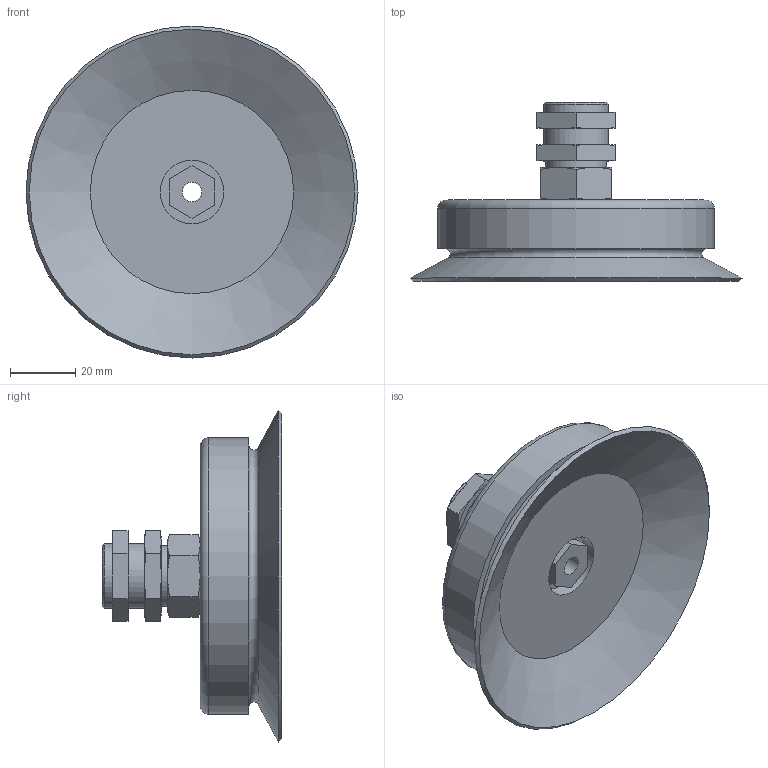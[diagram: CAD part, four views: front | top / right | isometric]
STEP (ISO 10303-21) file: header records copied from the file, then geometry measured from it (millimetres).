
FILE_DESCRIPTION( ( 'STEP AP214' ), '1' );
FILE_NAME( '189179 ESG-100-SN-HA-G---(0_0).stp', '2020-06-19T06:29:21', ( 'License CC BY-ND 4.0' ), ( 'CADENAS' ), ' ', 'PARTsolutions', ' ' );
FILE_SCHEMA( ( 'AUTOMOTIVE_DESIGN { 1 0 10303 214 1 1 1 1 }' ) );
Length unit declared in the file: millimetre
Products named in the file (4): 189179 ESG-100-SN-HA-G---(0_0); _189322 ESS-100-SN; _189201 ESH-HA-5-G; _130520 ESHM-M20x1
Assembly tree (4 placements, depth 2):
  189179 ESG-100-SN-HA-G---(0_0)
    _189322 ESS-100-SN
    _189201 ESH-HA-5-G
    _130520 ESHM-M20x1  x2
Bounding box: 102 x 55 x 102 mm (x, y, z)
Volume: 103625.2 mm3; surface area: 30491.4 mm2
Topology: 4 solids, 4 shells, 100 faces, 206 edges, 120 vertices
Faces by surface type: cone 49, plane 38, cylinder 11, torus 2
Full cylindrical faces by diameter (mm): 6 x1, 7 x1, 8.376 x1, 8.566 x1, 10 x1, 18.773 x1, 18.917 x2, 19.6 x1, 20 x1, 85 x1
Entity records: 2670 total; most frequent: CARTESIAN_POINT 500, DIRECTION 306, ORIENTED_EDGE 268, AXIS2_PLACEMENT_3D 138, EDGE_CURVE 134, EDGE_LOOP 112, VERTEX_POINT 92, FACE_OUTER_BOUND 89
